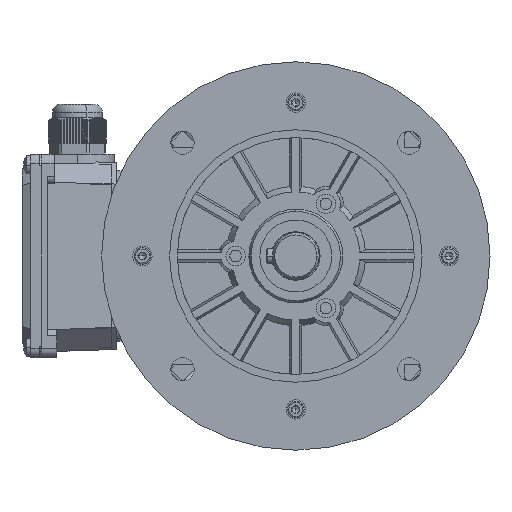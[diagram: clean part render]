
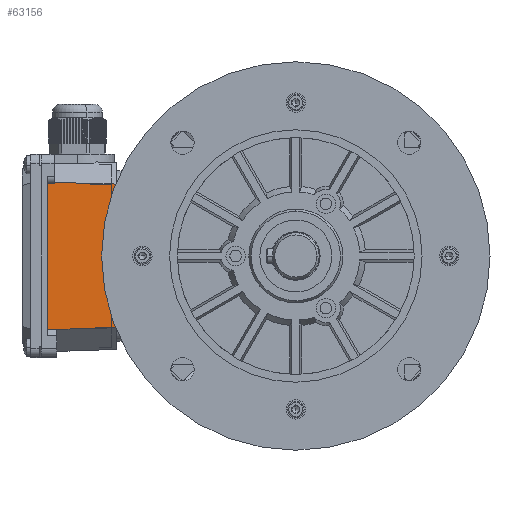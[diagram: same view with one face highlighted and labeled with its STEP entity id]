
A CAD part, left-side view. The second image highlights one B-rep face of the part: STEP entity #63156.
In plain terms, the highlighted face is planar.
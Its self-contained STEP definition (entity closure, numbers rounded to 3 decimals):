
#63127 = VERTEX_POINT ( 'NONE', #68471 ) ;
#63128 = ORIENTED_EDGE ( 'NONE', *, *, #63129, .T. ) ;
#63129 = EDGE_CURVE ( 'NONE', #63127, #63131, #68466, .T. ) ;
#63131 = VERTEX_POINT ( 'NONE', #68596 ) ;
#63133 = ORIENTED_EDGE ( 'NONE', *, *, #63135, .F. ) ;
#63135 = EDGE_CURVE ( 'NONE', #63137, #63131, #68591, .T. ) ;
#63137 = VERTEX_POINT ( 'NONE', #68584 ) ;
#63138 = ORIENTED_EDGE ( 'NONE', *, *, #63139, .F. ) ;
#63139 = EDGE_CURVE ( 'NONE', #63140, #63137, #68580, .T. ) ;
#63140 = VERTEX_POINT ( 'NONE', #68574 ) ;
#63141 = ORIENTED_EDGE ( 'NONE', *, *, #63142, .T. ) ;
#63142 = EDGE_CURVE ( 'NONE', #63140, #63145, #68564, .T. ) ;
#63145 = VERTEX_POINT ( 'NONE', #68571 ) ;
#63156 = ADVANCED_FACE ( 'NONE', ( #68658 ), #68656, .F. ) ;
#63159 = EDGE_LOOP ( 'NONE', ( #63162, #63166, #63264, #63128, #63133, #63138, #63141, #63238 ) ) ;
#63162 = ORIENTED_EDGE ( 'NONE', *, *, #63163, .F. ) ;
#63163 = EDGE_CURVE ( 'NONE', #63164, #63165, #68642, .T. ) ;
#63164 = VERTEX_POINT ( 'NONE', #68635 ) ;
#63165 = VERTEX_POINT ( 'NONE', #68632 ) ;
#63166 = ORIENTED_EDGE ( 'NONE', *, *, #63167, .F. ) ;
#63167 = EDGE_CURVE ( 'NONE', #63169, #63164, #68627, .T. ) ;
#63169 = VERTEX_POINT ( 'NONE', #68620 ) ;
#63238 = ORIENTED_EDGE ( 'NONE', *, *, #63239, .F. ) ;
#63239 = EDGE_CURVE ( 'NONE', #63165, #63145, #68866, .T. ) ;
#63264 = ORIENTED_EDGE ( 'NONE', *, *, #63265, .F. ) ;
#63265 = EDGE_CURVE ( 'NONE', #63127, #63169, #68939, .T. ) ;
#68461 = DIRECTION ( 'NONE',  ( 0., -1., -0.001 ) ) ;
#68462 = VECTOR ( 'NONE', #68461, 1000. ) ;
#68464 = CARTESIAN_POINT ( 'NONE',  ( 0., 87.477, 48.147 ) ) ;
#68466 = LINE ( 'NONE', #68464, #68462 ) ;
#68471 = CARTESIAN_POINT ( 'NONE',  ( 0., 36.95, 48.085 ) ) ;
#68550 = CARTESIAN_POINT ( 'NONE',  ( 35.5, -37.116, 49.234 ) ) ;
#68551 = CARTESIAN_POINT ( 'NONE',  ( 34.294, -37.11, 49.192 ) ) ;
#68553 = CARTESIAN_POINT ( 'NONE',  ( 33.086, -37.104, 49.15 ) ) ;
#68555 = CARTESIAN_POINT ( 'NONE',  ( 31.875, -37.099, 49.107 ) ) ;
#68564 =( BOUNDED_CURVE ( )  B_SPLINE_CURVE ( 3, ( #68555, #68553, #68551, #68550 ),
 .UNSPECIFIED., .F., .T. ) 
 B_SPLINE_CURVE_WITH_KNOTS ( ( 4, 4 ),
 ( 1.693, 1.726 ),
 .UNSPECIFIED. ) 
 CURVE ( )  GEOMETRIC_REPRESENTATION_ITEM ( )  RATIONAL_B_SPLINE_CURVE ( ( 1., 1., 1., 1. ) ) 
 REPRESENTATION_ITEM ( '' )  );
#68571 = CARTESIAN_POINT ( 'NONE',  ( 35.5, -37.116, 49.234 ) ) ;
#68574 = CARTESIAN_POINT ( 'NONE',  ( 31.875, -37.099, 49.107 ) ) ;
#68576 = DIRECTION ( 'NONE',  ( 0., -1., -0.001 ) ) ;
#68577 = VECTOR ( 'NONE', #68576, 1000. ) ;
#68579 = CARTESIAN_POINT ( 'NONE',  ( 31.875, -49.393, 49.092 ) ) ;
#68580 = LINE ( 'NONE', #68579, #68577 ) ;
#68584 = CARTESIAN_POINT ( 'NONE',  ( 31.875, -37.897, 49.106 ) ) ;
#68586 = DIRECTION ( 'NONE',  ( -0.999, 0.027, -0.035 ) ) ;
#68588 = VECTOR ( 'NONE', #68586, 1000. ) ;
#68590 = CARTESIAN_POINT ( 'NONE',  ( 40.501, -38.128, 49.407 ) ) ;
#68591 = LINE ( 'NONE', #68590, #68588 ) ;
#68596 = CARTESIAN_POINT ( 'NONE',  ( 0., -37.04, 47.995 ) ) ;
#68620 = CARTESIAN_POINT ( 'NONE',  ( 30.5, 37.767, 49.151 ) ) ;
#68622 = DIRECTION ( 'NONE',  ( 0., -1., -0.001 ) ) ;
#68623 = VECTOR ( 'NONE', #68622, 1000. ) ;
#68625 = CARTESIAN_POINT ( 'NONE',  ( 30.5, -49.393, 49.044 ) ) ;
#68627 = LINE ( 'NONE', #68625, #68623 ) ;
#68632 = CARTESIAN_POINT ( 'NONE',  ( 35.5, 37.901, 49.325 ) ) ;
#68635 = CARTESIAN_POINT ( 'NONE',  ( 30.5, 37.727, 49.151 ) ) ;
#68637 = DIRECTION ( 'NONE',  ( 0.999, 0.035, 0.035 ) ) ;
#68638 = VECTOR ( 'NONE', #68637, 1000. ) ;
#68641 = CARTESIAN_POINT ( 'NONE',  ( 40.497, 38.076, 49.5 ) ) ;
#68642 = LINE ( 'NONE', #68641, #68638 ) ;
#68646 = DIRECTION ( 'NONE',  ( -0.999, 0., -0.035 ) ) ;
#68648 = DIRECTION ( 'NONE',  ( 0.035, 0.001, -0.999 ) ) ;
#68650 = AXIS2_PLACEMENT_3D ( 'NONE', #68655, #68648, #68646 ) ;
#68655 = CARTESIAN_POINT ( 'NONE',  ( 43.553, -49.393, 49.5 ) ) ;
#68656 = PLANE ( 'NONE',  #68650 ) ;
#68658 = FACE_OUTER_BOUND ( 'NONE', #63159, .T. ) ;
#68860 = DIRECTION ( 'NONE',  ( 0., -1., -0.001 ) ) ;
#68862 = VECTOR ( 'NONE', #68860, 1000. ) ;
#68864 = CARTESIAN_POINT ( 'NONE',  ( 35.5, -49.393, 49.219 ) ) ;
#68866 = LINE ( 'NONE', #68864, #68862 ) ;
#68926 = DIRECTION ( 'NONE',  ( 0.999, 0.027, 0.035 ) ) ;
#68928 = VECTOR ( 'NONE', #68926, 1000. ) ;
#68930 = CARTESIAN_POINT ( 'NONE',  ( 40.5, 38.036, 49.5 ) ) ;
#68939 = LINE ( 'NONE', #68930, #68928 ) ;
